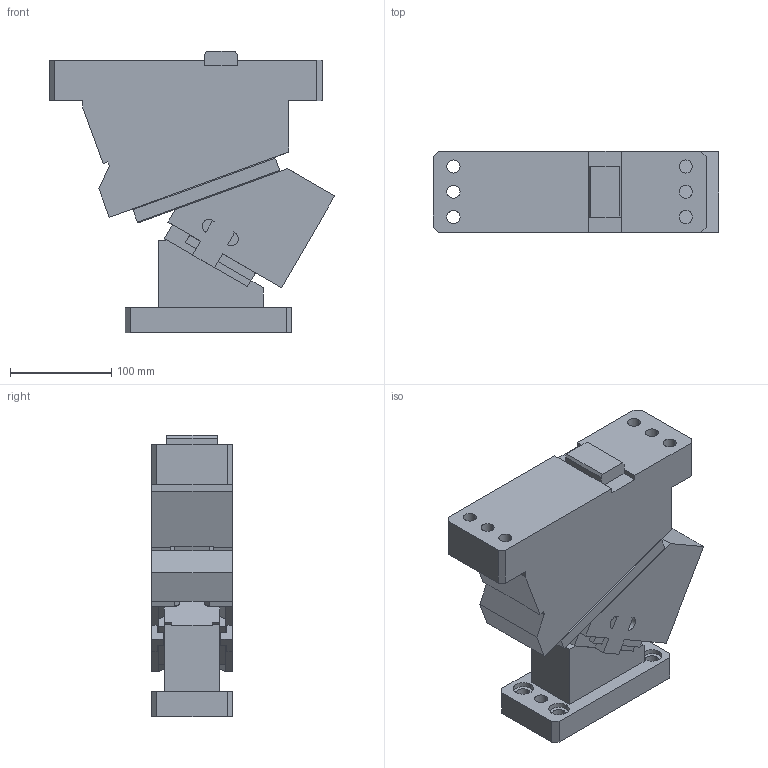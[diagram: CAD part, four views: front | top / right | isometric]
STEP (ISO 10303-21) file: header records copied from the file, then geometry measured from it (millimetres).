
FILE_DESCRIPTION(('CATIA V5 STEP Exchange'),'2;1');
FILE_NAME('CACC_80_30.stp','2015-04-21T12:51:51+00:00',('none'),('none'),'CATIA Version 5 Release 19 SP 2 (IN-10)','CATIA V5 STEP AP203','none');
FILE_SCHEMA(('CONFIG_CONTROL_DESIGN'));
Length unit declared in the file: millimetre
Products named in the file (1): CACC_80_30
Bounding box: 282.59 x 80 x 279 mm (x, y, z)
Volume: 3439176.4 mm3; surface area: 312054.2 mm2
Topology: 3 solids, 6 shells, 270 faces, 711 edges, 461 vertices
Faces by surface type: plane 200, cylinder 63, cone 6, extrusion 1
Entity records: 8768 total; most frequent: CARTESIAN_POINT 2374, ORIENTED_EDGE 1410, DIRECTION 1081, EDGE_CURVE 705, VECTOR 570, LINE 569, VERTEX_POINT 461, EDGE_LOOP 310
